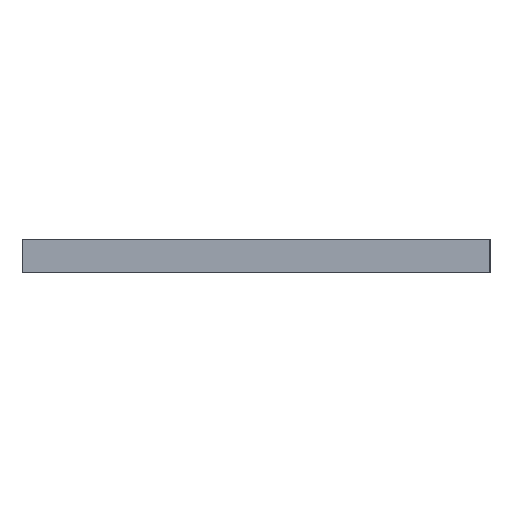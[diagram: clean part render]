
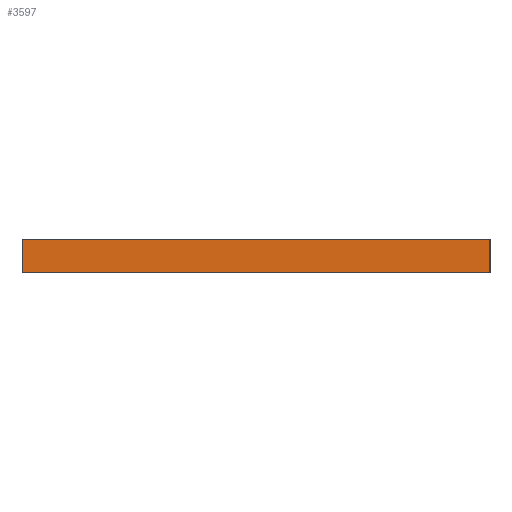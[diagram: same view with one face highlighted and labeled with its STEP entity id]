
A CAD part, left-side view. The second image highlights one B-rep face of the part: STEP entity #3597.
In plain terms, the highlighted planar face has unit normal (-1, 0, 0).
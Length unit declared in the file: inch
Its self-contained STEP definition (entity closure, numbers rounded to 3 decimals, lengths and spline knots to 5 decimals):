
#195=PLANE('',#4078);
#358=FACE_OUTER_BOUND('',#531,.T.);
#531=EDGE_LOOP('',(#3323,#3324,#3325,#3326));
#906=LINE('',#5595,#1032);
#1013=LINE('',#7415,#1139);
#1018=LINE('',#7424,#1144);
#1019=LINE('',#7426,#1145);
#1032=VECTOR('',#4246,0.3937);
#1139=VECTOR('',#5127,0.3937);
#1144=VECTOR('',#5136,0.3937);
#1145=VECTOR('',#5139,0.3937);
#1368=VERTEX_POINT('',#5593);
#1369=VERTEX_POINT('',#5594);
#1657=VERTEX_POINT('',#7413);
#1659=VERTEX_POINT('',#7422);
#1764=EDGE_CURVE('',#1368,#1369,#906,.T.);
#2229=EDGE_CURVE('',#1657,#1368,#1013,.T.);
#2234=EDGE_CURVE('',#1659,#1369,#1018,.T.);
#2235=EDGE_CURVE('',#1657,#1659,#1019,.T.);
#3323=ORIENTED_EDGE('',*,*,#2235,.T.);
#3324=ORIENTED_EDGE('',*,*,#2234,.T.);
#3325=ORIENTED_EDGE('',*,*,#1764,.F.);
#3326=ORIENTED_EDGE('',*,*,#2229,.F.);
#3597=ADVANCED_FACE('',(#358),#195,.T.);
#4078=AXIS2_PLACEMENT_3D('',#7425,#5137,#5138);
#4246=DIRECTION('',(0.,-1.,0.));
#5127=DIRECTION('',(0.,0.,1.));
#5136=DIRECTION('',(0.,0.,1.));
#5137=DIRECTION('center_axis',(-1.,0.,0.));
#5138=DIRECTION('ref_axis',(0.,-1.,0.));
#5139=DIRECTION('',(0.,-1.,0.));
#5593=CARTESIAN_POINT('',(0.,3.36496,0.24409));
#5594=CARTESIAN_POINT('',(0.,0.,0.24409));
#5595=CARTESIAN_POINT('',(0.,3.36496,0.24409));
#7413=CARTESIAN_POINT('',(0.,3.36496,0.));
#7415=CARTESIAN_POINT('',(0.,3.36496,0.));
#7422=CARTESIAN_POINT('',(0.,0.,0.));
#7424=CARTESIAN_POINT('',(0.,0.,0.));
#7425=CARTESIAN_POINT('Origin',(0.,3.36496,0.));
#7426=CARTESIAN_POINT('',(0.,3.36496,0.));
